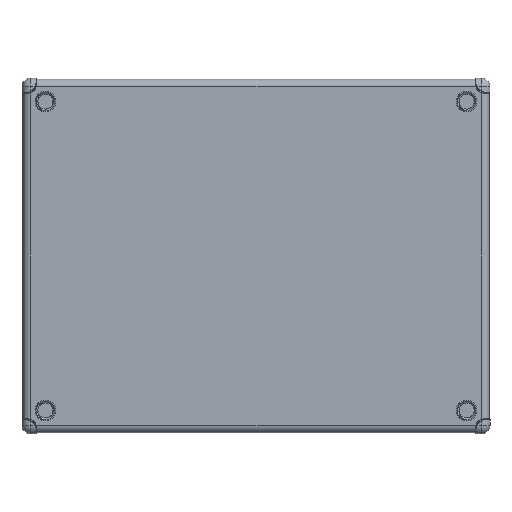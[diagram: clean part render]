
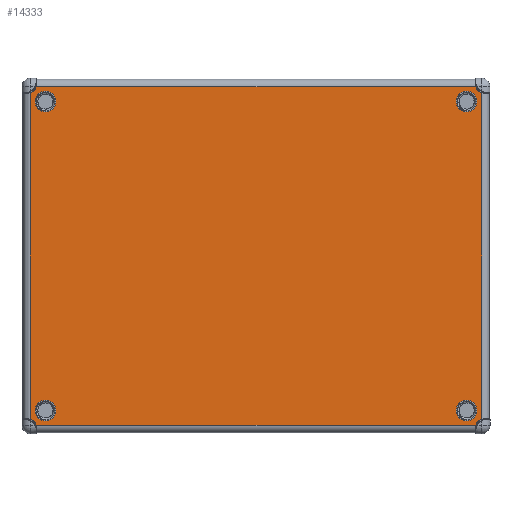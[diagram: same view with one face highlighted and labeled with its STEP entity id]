
A CAD part, left-side view. The second image highlights one B-rep face of the part: STEP entity #14333.
In plain terms, the highlighted planar face has unit normal (-1, 0, 0).
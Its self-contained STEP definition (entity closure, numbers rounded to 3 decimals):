
#87 = CARTESIAN_POINT ( 'NONE',  ( -10.45, 0.6, 18.4 ) ) ;
#364 = DIRECTION ( 'NONE',  ( 0., 1., 0. ) ) ;
#420 = ORIENTED_EDGE ( 'NONE', *, *, #9023, .T. ) ;
#432 = VECTOR ( 'NONE', #364, 1000. ) ;
#489 = EDGE_CURVE ( 'NONE', #3073, #7004, #4362, .T. ) ;
#496 = LINE ( 'NONE', #8955, #6704 ) ;
#590 = EDGE_CURVE ( 'NONE', #11767, #3073, #4252, .T. ) ;
#928 = VECTOR ( 'NONE', #10327, 1000. ) ;
#962 = DIRECTION ( 'NONE',  ( 0., 0., 1. ) ) ;
#1164 = EDGE_CURVE ( 'NONE', #13767, #11540, #10808, .T. ) ;
#1279 = EDGE_CURVE ( 'NONE', #13288, #15820, #17891, .T. ) ;
#1384 = DIRECTION ( 'NONE',  ( -1., 0., 0. ) ) ;
#1493 = VERTEX_POINT ( 'NONE', #16228 ) ;
#1541 = CARTESIAN_POINT ( 'NONE',  ( -10.45, 49.1, 17.446 ) ) ;
#1573 = VERTEX_POINT ( 'NONE', #6028 ) ;
#1593 = CARTESIAN_POINT ( 'NONE',  ( -10.45, 47.5, -16.5 ) ) ;
#1713 = DIRECTION ( 'NONE',  ( -1., 0., 0. ) ) ;
#1729 = ORIENTED_EDGE ( 'NONE', *, *, #9534, .F. ) ;
#1871 = FACE_BOUND ( 'NONE', #7763, .T. ) ;
#1919 = ORIENTED_EDGE ( 'NONE', *, *, #1164, .F. ) ;
#2212 = FACE_BOUND ( 'NONE', #16118, .T. ) ;
#2286 = ORIENTED_EDGE ( 'NONE', *, *, #11428, .F. ) ;
#2336 = DIRECTION ( 'NONE',  ( 0., 0., 1. ) ) ;
#2457 = EDGE_CURVE ( 'NONE', #16316, #13288, #12979, .T. ) ;
#2578 = DIRECTION ( 'NONE',  ( -1., 0., 0. ) ) ;
#2673 = DIRECTION ( 'NONE',  ( -1., 0., 0. ) ) ;
#2711 = VERTEX_POINT ( 'NONE', #14527 ) ;
#2849 = PLANE ( 'NONE',  #16260 ) ;
#2861 = DIRECTION ( 'NONE',  ( 0., 0., -1. ) ) ;
#3073 = VERTEX_POINT ( 'NONE', #9147 ) ;
#3092 = DIRECTION ( 'NONE',  ( 1., 0., 0. ) ) ;
#3306 = EDGE_CURVE ( 'NONE', #16453, #10390, #8267, .T. ) ;
#3503 = CARTESIAN_POINT ( 'NONE',  ( -10.45, 2.5, 16.5 ) ) ;
#3512 = CARTESIAN_POINT ( 'NONE',  ( -10.45, 47.5, -16.5 ) ) ;
#3534 = CARTESIAN_POINT ( 'NONE',  ( -10.45, 49.4, -18.4 ) ) ;
#3714 = AXIS2_PLACEMENT_3D ( 'NONE', #7212, #2673, #16883 ) ;
#3751 = DIRECTION ( 'NONE',  ( -1., 0., 0. ) ) ;
#3973 = CARTESIAN_POINT ( 'NONE',  ( -10.45, 2.5, -17.6 ) ) ;
#4173 = CIRCLE ( 'NONE', #15672, 1.1 ) ;
#4241 = CARTESIAN_POINT ( 'NONE',  ( -10.45, 47.5, 15.4 ) ) ;
#4252 = CIRCLE ( 'NONE', #13390, 1. ) ;
#4362 = LINE ( 'NONE', #15542, #4454 ) ;
#4454 = VECTOR ( 'NONE', #8558, 1000. ) ;
#4589 = CARTESIAN_POINT ( 'NONE',  ( -10.45, 47.5, 16.5 ) ) ;
#4668 = EDGE_LOOP ( 'NONE', ( #17358, #13825 ) ) ;
#4818 = DIRECTION ( 'NONE',  ( 0., 0., 1. ) ) ;
#4842 = EDGE_CURVE ( 'NONE', #11416, #6386, #10351, .T. ) ;
#4853 = CARTESIAN_POINT ( 'NONE',  ( -10.45, 2.5, 15.4 ) ) ;
#5010 = CARTESIAN_POINT ( 'NONE',  ( -10.45, 47.5, -15.4 ) ) ;
#5036 = CARTESIAN_POINT ( 'NONE',  ( -10.45, 0.9, 17.446 ) ) ;
#5263 = ORIENTED_EDGE ( 'NONE', *, *, #10198, .T. ) ;
#5337 = EDGE_LOOP ( 'NONE', ( #5528, #10478, #5263, #10424, #5684, #16365, #13758, #420 ) ) ;
#5528 = ORIENTED_EDGE ( 'NONE', *, *, #590, .T. ) ;
#5587 = ORIENTED_EDGE ( 'NONE', *, *, #4842, .F. ) ;
#5602 = EDGE_LOOP ( 'NONE', ( #2286, #14708 ) ) ;
#5684 = ORIENTED_EDGE ( 'NONE', *, *, #15548, .T. ) ;
#6028 = CARTESIAN_POINT ( 'NONE',  ( -10.45, 1.554, 18.1 ) ) ;
#6192 = CARTESIAN_POINT ( 'NONE',  ( -10.45, 49.4, 18.4 ) ) ;
#6333 = AXIS2_PLACEMENT_3D ( 'NONE', #4589, #1384, #10047 ) ;
#6380 = CARTESIAN_POINT ( 'NONE',  ( -10.45, 49.1, 0. ) ) ;
#6386 = VERTEX_POINT ( 'NONE', #15695 ) ;
#6635 = LINE ( 'NONE', #17196, #432 ) ;
#6704 = VECTOR ( 'NONE', #11246, 1000. ) ;
#6739 = DIRECTION ( 'NONE',  ( 0., 0., -1. ) ) ;
#7004 = VERTEX_POINT ( 'NONE', #5036 ) ;
#7131 = DIRECTION ( 'NONE',  ( 1., 0., 0. ) ) ;
#7212 = CARTESIAN_POINT ( 'NONE',  ( -10.45, 2.5, 16.5 ) ) ;
#7508 = ORIENTED_EDGE ( 'NONE', *, *, #15041, .F. ) ;
#7547 = DIRECTION ( 'NONE',  ( 0., 0., -1. ) ) ;
#7763 = EDGE_LOOP ( 'NONE', ( #5587, #7508 ) ) ;
#7900 = EDGE_CURVE ( 'NONE', #12402, #2711, #17747, .T. ) ;
#7979 = CARTESIAN_POINT ( 'NONE',  ( -10.45, 0.6, -18.4 ) ) ;
#8267 = CIRCLE ( 'NONE', #3714, 1.1 ) ;
#8450 = FACE_BOUND ( 'NONE', #4668, .T. ) ;
#8558 = DIRECTION ( 'NONE',  ( 0., 0., 1. ) ) ;
#8955 = CARTESIAN_POINT ( 'NONE',  ( -10.45, 0., -18.1 ) ) ;
#9023 = EDGE_CURVE ( 'NONE', #15820, #11767, #496, .T. ) ;
#9032 = DIRECTION ( 'NONE',  ( 0., 0., 1. ) ) ;
#9147 = CARTESIAN_POINT ( 'NONE',  ( -10.45, 0.9, -17.446 ) ) ;
#9244 = AXIS2_PLACEMENT_3D ( 'NONE', #11020, #2578, #6739 ) ;
#9253 = CIRCLE ( 'NONE', #11397, 1.1 ) ;
#9256 = DIRECTION ( 'NONE',  ( 1., 0., 0. ) ) ;
#9429 = CARTESIAN_POINT ( 'NONE',  ( -10.45, 0., 0. ) ) ;
#9534 = EDGE_CURVE ( 'NONE', #11540, #13767, #13916, .T. ) ;
#9682 = AXIS2_PLACEMENT_3D ( 'NONE', #1593, #1713, #2336 ) ;
#10047 = DIRECTION ( 'NONE',  ( 0., 0., -1. ) ) ;
#10198 = EDGE_CURVE ( 'NONE', #7004, #1573, #14001, .T. ) ;
#10327 = DIRECTION ( 'NONE',  ( 0., 0., -1. ) ) ;
#10351 = CIRCLE ( 'NONE', #11714, 1.1 ) ;
#10390 = VERTEX_POINT ( 'NONE', #14272 ) ;
#10424 = ORIENTED_EDGE ( 'NONE', *, *, #13611, .T. ) ;
#10478 = ORIENTED_EDGE ( 'NONE', *, *, #489, .T. ) ;
#10721 = AXIS2_PLACEMENT_3D ( 'NONE', #3534, #9256, #7547 ) ;
#10803 = DIRECTION ( 'NONE',  ( 0., 0., -1. ) ) ;
#10808 = CIRCLE ( 'NONE', #13786, 1.1 ) ;
#11020 = CARTESIAN_POINT ( 'NONE',  ( -10.45, 2.5, -16.5 ) ) ;
#11034 = EDGE_CURVE ( 'NONE', #10390, #16453, #9253, .T. ) ;
#11246 = DIRECTION ( 'NONE',  ( 0., -1., 0. ) ) ;
#11397 = AXIS2_PLACEMENT_3D ( 'NONE', #3503, #16443, #962 ) ;
#11416 = VERTEX_POINT ( 'NONE', #5010 ) ;
#11428 = EDGE_CURVE ( 'NONE', #2711, #12402, #4173, .T. ) ;
#11540 = VERTEX_POINT ( 'NONE', #4241 ) ;
#11714 = AXIS2_PLACEMENT_3D ( 'NONE', #3512, #3751, #9032 ) ;
#11767 = VERTEX_POINT ( 'NONE', #17046 ) ;
#12402 = VERTEX_POINT ( 'NONE', #3973 ) ;
#12979 = LINE ( 'NONE', #6380, #928 ) ;
#13288 = VERTEX_POINT ( 'NONE', #18094 ) ;
#13390 = AXIS2_PLACEMENT_3D ( 'NONE', #7979, #13515, #13644 ) ;
#13515 = DIRECTION ( 'NONE',  ( 1., 0., 0. ) ) ;
#13611 = EDGE_CURVE ( 'NONE', #1573, #1493, #6635, .T. ) ;
#13644 = DIRECTION ( 'NONE',  ( 0., 0., 1. ) ) ;
#13655 = CARTESIAN_POINT ( 'NONE',  ( -10.45, 47.5, 16.5 ) ) ;
#13758 = ORIENTED_EDGE ( 'NONE', *, *, #1279, .T. ) ;
#13767 = VERTEX_POINT ( 'NONE', #15745 ) ;
#13779 = DIRECTION ( 'NONE',  ( -1., 0., 0. ) ) ;
#13786 = AXIS2_PLACEMENT_3D ( 'NONE', #13655, #13779, #15236 ) ;
#13825 = ORIENTED_EDGE ( 'NONE', *, *, #3306, .F. ) ;
#13880 = CARTESIAN_POINT ( 'NONE',  ( -10.45, 2.5, -16.5 ) ) ;
#13916 = CIRCLE ( 'NONE', #6333, 1.1 ) ;
#14001 = CIRCLE ( 'NONE', #15509, 1. ) ;
#14224 = AXIS2_PLACEMENT_3D ( 'NONE', #6192, #3092, #4818 ) ;
#14272 = CARTESIAN_POINT ( 'NONE',  ( -10.45, 2.5, 17.6 ) ) ;
#14333 = ADVANCED_FACE ( 'NONE', ( #14506, #2212, #8450, #1871, #14355 ), #2849, .F. ) ;
#14355 = FACE_OUTER_BOUND ( 'NONE', #5337, .T. ) ;
#14506 = FACE_BOUND ( 'NONE', #5602, .T. ) ;
#14527 = CARTESIAN_POINT ( 'NONE',  ( -10.45, 2.5, -15.4 ) ) ;
#14708 = ORIENTED_EDGE ( 'NONE', *, *, #7900, .F. ) ;
#14945 = CIRCLE ( 'NONE', #9682, 1.1 ) ;
#14961 = DIRECTION ( 'NONE',  ( 0., 0., -1. ) ) ;
#15041 = EDGE_CURVE ( 'NONE', #6386, #11416, #14945, .T. ) ;
#15236 = DIRECTION ( 'NONE',  ( 0., 0., -1. ) ) ;
#15509 = AXIS2_PLACEMENT_3D ( 'NONE', #87, #16940, #2861 ) ;
#15542 = CARTESIAN_POINT ( 'NONE',  ( -10.45, 0.9, 0. ) ) ;
#15548 = EDGE_CURVE ( 'NONE', #1493, #16316, #15875, .T. ) ;
#15672 = AXIS2_PLACEMENT_3D ( 'NONE', #13880, #18180, #10803 ) ;
#15695 = CARTESIAN_POINT ( 'NONE',  ( -10.45, 47.5, -17.6 ) ) ;
#15745 = CARTESIAN_POINT ( 'NONE',  ( -10.45, 47.5, 17.6 ) ) ;
#15820 = VERTEX_POINT ( 'NONE', #16398 ) ;
#15875 = CIRCLE ( 'NONE', #14224, 1. ) ;
#16118 = EDGE_LOOP ( 'NONE', ( #1919, #1729 ) ) ;
#16228 = CARTESIAN_POINT ( 'NONE',  ( -10.45, 48.446, 18.1 ) ) ;
#16260 = AXIS2_PLACEMENT_3D ( 'NONE', #9429, #7131, #14961 ) ;
#16316 = VERTEX_POINT ( 'NONE', #1541 ) ;
#16365 = ORIENTED_EDGE ( 'NONE', *, *, #2457, .T. ) ;
#16398 = CARTESIAN_POINT ( 'NONE',  ( -10.45, 48.446, -18.1 ) ) ;
#16443 = DIRECTION ( 'NONE',  ( -1., 0., 0. ) ) ;
#16453 = VERTEX_POINT ( 'NONE', #4853 ) ;
#16883 = DIRECTION ( 'NONE',  ( 0., 0., 1. ) ) ;
#16940 = DIRECTION ( 'NONE',  ( 1., 0., 0. ) ) ;
#17046 = CARTESIAN_POINT ( 'NONE',  ( -10.45, 1.554, -18.1 ) ) ;
#17196 = CARTESIAN_POINT ( 'NONE',  ( -10.45, 0., 18.1 ) ) ;
#17358 = ORIENTED_EDGE ( 'NONE', *, *, #11034, .F. ) ;
#17747 = CIRCLE ( 'NONE', #9244, 1.1 ) ;
#17891 = CIRCLE ( 'NONE', #10721, 1. ) ;
#18094 = CARTESIAN_POINT ( 'NONE',  ( -10.45, 49.1, -17.446 ) ) ;
#18180 = DIRECTION ( 'NONE',  ( -1., 0., 0. ) ) ;
